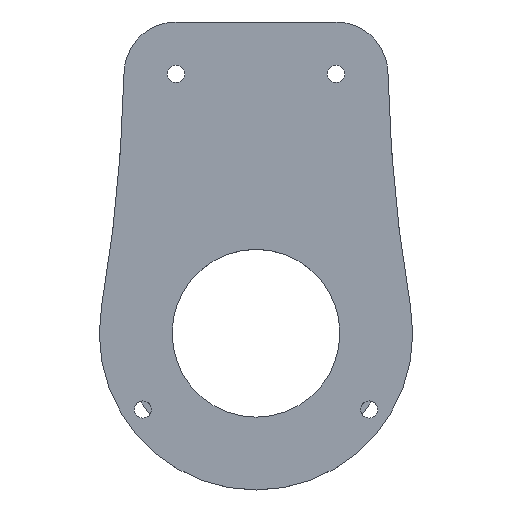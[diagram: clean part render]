
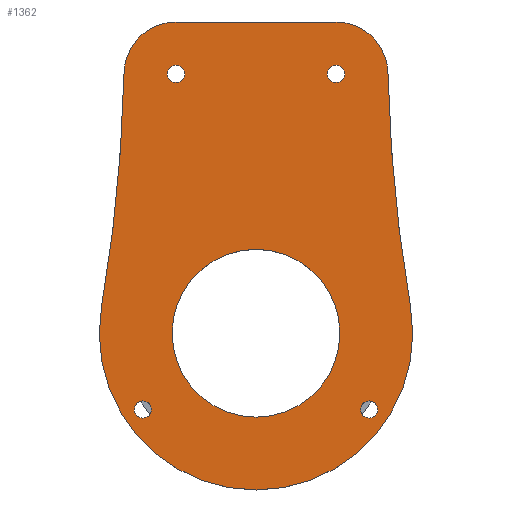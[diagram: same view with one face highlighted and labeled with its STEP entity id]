
A CAD part, top view. The second image highlights one B-rep face of the part: STEP entity #1362.
In plain terms, the highlighted planar face has unit normal (0, 0, 1).
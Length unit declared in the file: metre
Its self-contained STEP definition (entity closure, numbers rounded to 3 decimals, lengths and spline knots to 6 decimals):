
#27=FACE_BOUND('',#256,.T.);
#28=FACE_BOUND('',#257,.T.);
#29=FACE_BOUND('',#258,.T.);
#30=FACE_BOUND('',#259,.T.);
#31=FACE_BOUND('',#260,.T.);
#112=CIRCLE('',#1473,0.404078);
#125=CIRCLE('',#1490,0.404078);
#126=CIRCLE('',#1500,0.039221);
#127=CIRCLE('',#1502,0.013);
#128=CIRCLE('',#1503,0.013);
#129=CIRCLE('',#1504,0.021);
#130=CIRCLE('',#1505,0.00215);
#131=CIRCLE('',#1506,0.00215);
#132=CIRCLE('',#1507,0.00215);
#133=CIRCLE('',#1508,0.00215);
#182=FACE_OUTER_BOUND('',#255,.T.);
#255=EDGE_LOOP('',(#1023,#1024,#1025,#1026,#1027,#1028));
#256=EDGE_LOOP('',(#1029));
#257=EDGE_LOOP('',(#1030));
#258=EDGE_LOOP('',(#1031));
#259=EDGE_LOOP('',(#1032));
#260=EDGE_LOOP('',(#1033));
#361=LINE('',#2348,#479);
#479=VECTOR('',#1742,1.);
#589=VERTEX_POINT('',#2245);
#590=VERTEX_POINT('',#2247);
#609=VERTEX_POINT('',#2295);
#610=VERTEX_POINT('',#2297);
#624=VERTEX_POINT('',#2345);
#625=VERTEX_POINT('',#2347);
#626=VERTEX_POINT('',#2350);
#627=VERTEX_POINT('',#2352);
#628=VERTEX_POINT('',#2354);
#629=VERTEX_POINT('',#2356);
#630=VERTEX_POINT('',#2358);
#728=EDGE_CURVE('',#590,#589,#112,.T.);
#754=EDGE_CURVE('',#610,#609,#125,.T.);
#777=EDGE_CURVE('',#589,#610,#126,.T.);
#778=EDGE_CURVE('',#624,#609,#127,.T.);
#779=EDGE_CURVE('',#624,#625,#361,.T.);
#780=EDGE_CURVE('',#590,#625,#128,.T.);
#781=EDGE_CURVE('',#626,#626,#129,.T.);
#782=EDGE_CURVE('',#627,#627,#130,.T.);
#783=EDGE_CURVE('',#628,#628,#131,.T.);
#784=EDGE_CURVE('',#629,#629,#132,.T.);
#785=EDGE_CURVE('',#630,#630,#133,.T.);
#1023=ORIENTED_EDGE('',*,*,#778,.F.);
#1024=ORIENTED_EDGE('',*,*,#779,.T.);
#1025=ORIENTED_EDGE('',*,*,#780,.F.);
#1026=ORIENTED_EDGE('',*,*,#728,.T.);
#1027=ORIENTED_EDGE('',*,*,#777,.T.);
#1028=ORIENTED_EDGE('',*,*,#754,.T.);
#1029=ORIENTED_EDGE('',*,*,#781,.T.);
#1030=ORIENTED_EDGE('',*,*,#782,.T.);
#1031=ORIENTED_EDGE('',*,*,#783,.T.);
#1032=ORIENTED_EDGE('',*,*,#784,.T.);
#1033=ORIENTED_EDGE('',*,*,#785,.T.);
#1302=PLANE('',#1501);
#1362=ADVANCED_FACE('',(#182,#27,#28,#29,#30,#31),#1302,.T.);
#1473=AXIS2_PLACEMENT_3D('',#2248,#1647,#1648);
#1490=AXIS2_PLACEMENT_3D('',#2298,#1694,#1695);
#1500=AXIS2_PLACEMENT_3D('',#2343,#1736,#1737);
#1501=AXIS2_PLACEMENT_3D('',#2344,#1738,#1739);
#1502=AXIS2_PLACEMENT_3D('',#2346,#1740,#1741);
#1503=AXIS2_PLACEMENT_3D('',#2349,#1743,#1744);
#1504=AXIS2_PLACEMENT_3D('',#2351,#1745,#1746);
#1505=AXIS2_PLACEMENT_3D('',#2353,#1747,#1748);
#1506=AXIS2_PLACEMENT_3D('',#2355,#1749,#1750);
#1507=AXIS2_PLACEMENT_3D('',#2357,#1751,#1752);
#1508=AXIS2_PLACEMENT_3D('',#2359,#1753,#1754);
#1647=DIRECTION('center_axis',(0.,0.,-1.));
#1648=DIRECTION('ref_axis',(-0.986,0.168,0.));
#1694=DIRECTION('center_axis',(0.,0.,-1.));
#1695=DIRECTION('ref_axis',(1.,-0.008,0.));
#1736=DIRECTION('center_axis',(0.,0.,1.));
#1737=DIRECTION('ref_axis',(-0.986,0.168,0.));
#1738=DIRECTION('center_axis',(0.,0.,1.));
#1739=DIRECTION('ref_axis',(1.,0.,0.));
#1740=DIRECTION('center_axis',(0.,0.,-1.));
#1741=DIRECTION('ref_axis',(0.699,0.715,0.));
#1742=DIRECTION('',(-1.,0.,0.));
#1743=DIRECTION('center_axis',(0.,0.,-1.));
#1744=DIRECTION('ref_axis',(-0.699,0.715,0.));
#1745=DIRECTION('center_axis',(0.,0.,-1.));
#1746=DIRECTION('ref_axis',(0.,1.,0.));
#1747=DIRECTION('center_axis',(0.,0.,-1.));
#1748=DIRECTION('ref_axis',(-1.,0.,0.));
#1749=DIRECTION('center_axis',(0.,0.,-1.));
#1750=DIRECTION('ref_axis',(-1.,0.,0.));
#1751=DIRECTION('center_axis',(0.,0.,-1.));
#1752=DIRECTION('ref_axis',(-1.,0.,0.));
#1753=DIRECTION('center_axis',(0.,0.,-1.));
#1754=DIRECTION('ref_axis',(-1.,0.,0.));
#2245=CARTESIAN_POINT('',(-0.038663,0.006597,0.006));
#2247=CARTESIAN_POINT('',(-0.033015,0.065202,0.006));
#2248=CARTESIAN_POINT('Origin',(-0.436984,0.074559,0.006));
#2295=CARTESIAN_POINT('',(0.033015,0.065202,0.006));
#2297=CARTESIAN_POINT('',(0.038663,0.006597,0.006));
#2298=CARTESIAN_POINT('Origin',(0.436984,0.074559,0.006));
#2343=CARTESIAN_POINT('Origin',(0.,0.,0.006));
#2344=CARTESIAN_POINT('Origin',(-0.016833,0.022702,
0.006));
#2345=CARTESIAN_POINT('',(0.020018,0.077901,0.006));
#2346=CARTESIAN_POINT('Origin',(0.020018,0.064901,0.006));
#2347=CARTESIAN_POINT('',(-0.020018,0.077901,0.006));
#2348=CARTESIAN_POINT('',(0.03292,0.077901,0.006));
#2349=CARTESIAN_POINT('Origin',(-0.020018,0.064901,
0.006));
#2350=CARTESIAN_POINT('',(0.021,0.,0.006));
#2351=CARTESIAN_POINT('Origin',(0.,0.,0.006));
#2352=CARTESIAN_POINT('',(0.030452,-0.019086,0.006));
#2353=CARTESIAN_POINT('Origin',(0.028302,-0.019086,0.006));
#2354=CARTESIAN_POINT('',(0.022168,0.064901,0.006));
#2355=CARTESIAN_POINT('Origin',(0.020018,0.064901,0.006));
#2356=CARTESIAN_POINT('',(-0.026152,-0.019086,0.006));
#2357=CARTESIAN_POINT('Origin',(-0.028302,-0.019086,
0.006));
#2358=CARTESIAN_POINT('',(-0.017868,0.064901,0.006));
#2359=CARTESIAN_POINT('Origin',(-0.020018,0.064901,
0.006));
